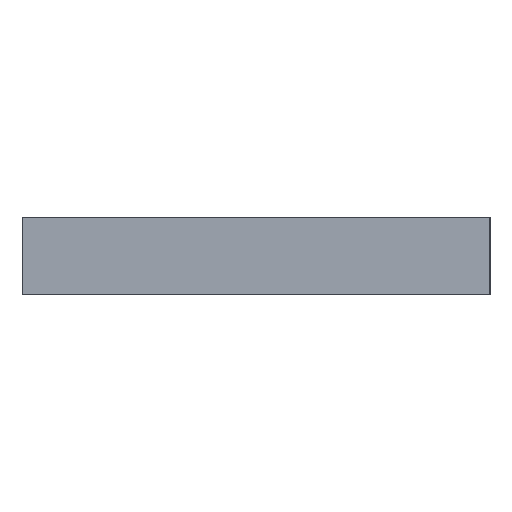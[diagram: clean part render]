
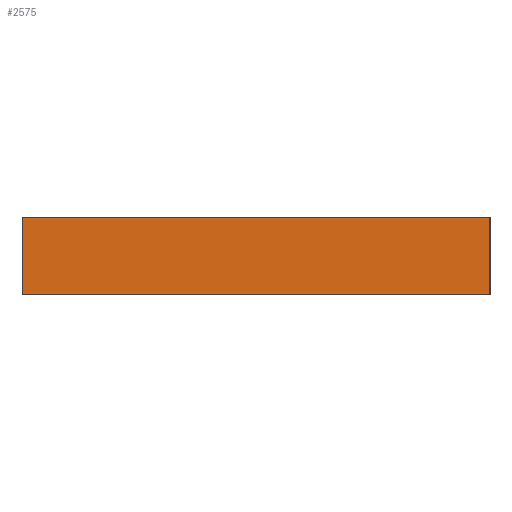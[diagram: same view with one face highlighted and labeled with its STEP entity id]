
A CAD part, front view. The second image highlights one B-rep face of the part: STEP entity #2575.
In plain terms, the highlighted planar face has unit normal (0, -1, 0).
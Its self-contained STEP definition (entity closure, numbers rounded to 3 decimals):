
#148=FACE_OUTER_BOUND('',#285,.T.);
#285=EDGE_LOOP('',(#2233,#2234,#2235,#2236));
#413=LINE('',#3497,#774);
#655=LINE('',#3964,#1016);
#656=LINE('',#3966,#1017);
#657=LINE('',#3967,#1018);
#774=VECTOR('',#2833,10.);
#1016=VECTOR('',#3237,10.);
#1017=VECTOR('',#3238,10.);
#1018=VECTOR('',#3239,10.);
#1126=VERTEX_POINT('',#3493);
#1128=VERTEX_POINT('',#3496);
#1272=VERTEX_POINT('',#3963);
#1273=VERTEX_POINT('',#3965);
#1379=EDGE_CURVE('',#1126,#1128,#413,.T.);
#1621=EDGE_CURVE('',#1272,#1126,#655,.T.);
#1622=EDGE_CURVE('',#1272,#1273,#656,.T.);
#1623=EDGE_CURVE('',#1128,#1273,#657,.T.);
#2233=ORIENTED_EDGE('',*,*,#1621,.F.);
#2234=ORIENTED_EDGE('',*,*,#1622,.T.);
#2235=ORIENTED_EDGE('',*,*,#1623,.F.);
#2236=ORIENTED_EDGE('',*,*,#1379,.F.);
#2463=PLANE('',#2691);
#2575=ADVANCED_FACE('',(#148),#2463,.T.);
#2691=AXIS2_PLACEMENT_3D('',#3962,#3235,#3236);
#2833=DIRECTION('',(0.,0.,1.));
#3235=DIRECTION('center_axis',(0.,-1.,0.));
#3236=DIRECTION('ref_axis',(1.,0.,0.));
#3237=DIRECTION('',(-1.,0.,0.));
#3238=DIRECTION('',(0.,0.,1.));
#3239=DIRECTION('',(1.,0.,0.));
#3493=CARTESIAN_POINT('',(-85.,-52.5,0.));
#3496=CARTESIAN_POINT('',(-85.,-52.5,28.));
#3497=CARTESIAN_POINT('',(-85.,-52.5,0.));
#3962=CARTESIAN_POINT('Origin',(-85.,-52.5,0.));
#3963=CARTESIAN_POINT('',(85.,-52.5,0.));
#3964=CARTESIAN_POINT('',(85.,-52.5,0.));
#3965=CARTESIAN_POINT('',(85.,-52.5,28.));
#3966=CARTESIAN_POINT('',(85.,-52.5,0.));
#3967=CARTESIAN_POINT('',(85.,-52.5,28.));
